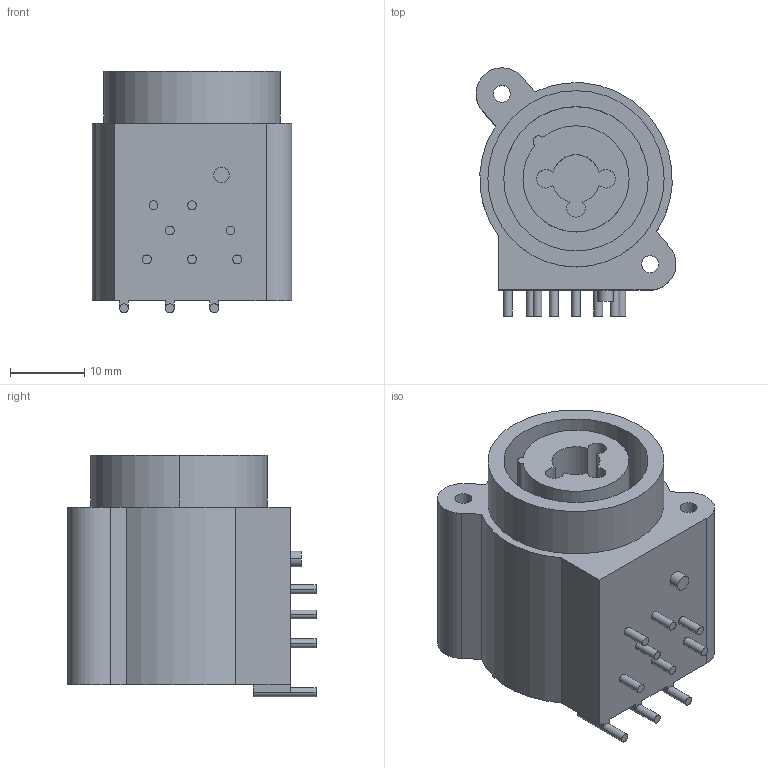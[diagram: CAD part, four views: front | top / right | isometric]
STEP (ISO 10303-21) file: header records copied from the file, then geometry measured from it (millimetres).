
FILE_DESCRIPTION((''),'2;1');
FILE_NAME('D-NCJ9FI-H-0','2012-07-24T',('odo'),(''),'PRO/ENGINEER BY PARAMETRIC TECHNOLOGY CORPORATION, 2011310','PRO/ENGINEER BY PARAMETRIC TECHNOLOGY CORPORATION, 2011310','');
FILE_SCHEMA(('AUTOMOTIVE_DESIGN_CC2 { 1 2 10303 214 -1 1 5 2 }'));
Length unit declared in the file: millimetre
Products named in the file (1): D-NCJ9FI-H-0
Bounding box: 26.99 x 33.5 x 32.6 mm (x, y, z)
Volume: 16340.7 mm3; surface area: 6762.5 mm2
Topology: 1 solids, 1 shells, 73 faces, 171 edges, 112 vertices
Faces by surface type: cylinder 42, plane 31
Entity records: 2352 total; most frequent: DIRECTION 401, CARTESIAN_POINT 356, ORIENTED_EDGE 342, COLOUR_RGB 209, EDGE_CURVE 171, AXIS2_PLACEMENT_3D 157, VERTEX_POINT 112, EDGE_LOOP 89
